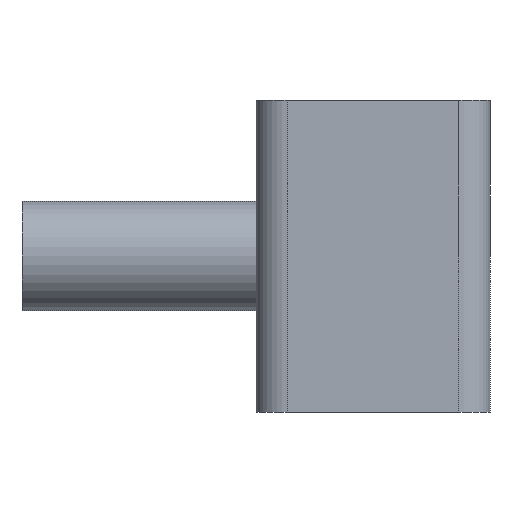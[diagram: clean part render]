
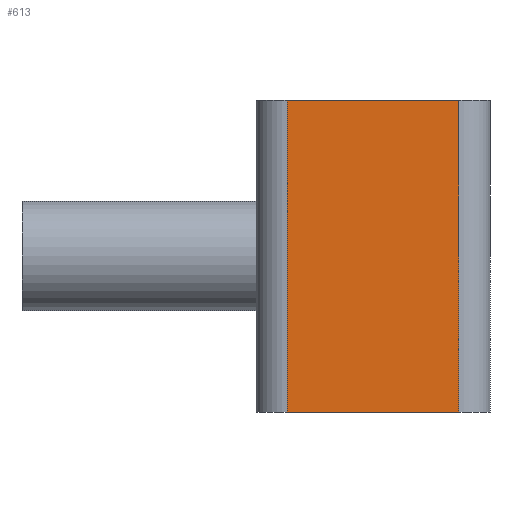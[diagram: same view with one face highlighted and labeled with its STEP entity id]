
A CAD part, left-side view. The second image highlights one B-rep face of the part: STEP entity #613.
In plain terms, the highlighted planar face has unit normal (-1, 0, 0).
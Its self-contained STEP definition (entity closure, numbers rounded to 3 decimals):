
#48 = CARTESIAN_POINT ( 'NONE',  ( -7.5, 5.5, 10. ) ) ;
#114 = VERTEX_POINT ( 'NONE', #236 ) ;
#139 = EDGE_CURVE ( 'NONE', #114, #900, #545, .T. ) ;
#146 = DIRECTION ( 'NONE',  ( 0., -1., 0. ) ) ;
#183 = VERTEX_POINT ( 'NONE', #1306 ) ;
#213 = VECTOR ( 'NONE', #692, 1000. ) ;
#234 = ORIENTED_EDGE ( 'NONE', *, *, #628, .T. ) ;
#236 = CARTESIAN_POINT ( 'NONE',  ( -7.5, -5.5, -10. ) ) ;
#256 = CARTESIAN_POINT ( 'NONE',  ( -7.5, 7.5, 10. ) ) ;
#398 = ORIENTED_EDGE ( 'NONE', *, *, #139, .T. ) ;
#401 = VECTOR ( 'NONE', #1109, 1000. ) ;
#422 = AXIS2_PLACEMENT_3D ( 'NONE', #256, #914, #459 ) ;
#459 = DIRECTION ( 'NONE',  ( 0., 1., 0. ) ) ;
#477 = CARTESIAN_POINT ( 'NONE',  ( -7.5, 5.5, 10. ) ) ;
#545 = LINE ( 'NONE', #641, #1335 ) ;
#602 = ORIENTED_EDGE ( 'NONE', *, *, #1091, .T. ) ;
#613 = ADVANCED_FACE ( 'NONE', ( #803 ), #1122, .F. ) ;
#628 = EDGE_CURVE ( 'NONE', #1063, #183, #1320, .T. ) ;
#641 = CARTESIAN_POINT ( 'NONE',  ( -7.5, -5.5, 10. ) ) ;
#692 = DIRECTION ( 'NONE',  ( 0., -1., 0. ) ) ;
#802 = CARTESIAN_POINT ( 'NONE',  ( -7.5, 7.5, 10. ) ) ;
#803 = FACE_OUTER_BOUND ( 'NONE', #1255, .T. ) ;
#861 = VECTOR ( 'NONE', #146, 1000. ) ;
#900 = VERTEX_POINT ( 'NONE', #1284 ) ;
#914 = DIRECTION ( 'NONE',  ( 1., 0., 0. ) ) ;
#971 = DIRECTION ( 'NONE',  ( 0., 0., 1. ) ) ;
#1022 = CARTESIAN_POINT ( 'NONE',  ( -7.5, 7.5, -10. ) ) ;
#1063 = VERTEX_POINT ( 'NONE', #48 ) ;
#1074 = EDGE_CURVE ( 'NONE', #1063, #900, #1100, .T. ) ;
#1091 = EDGE_CURVE ( 'NONE', #183, #114, #1105, .T. ) ;
#1100 = LINE ( 'NONE', #802, #213 ) ;
#1105 = LINE ( 'NONE', #1022, #861 ) ;
#1109 = DIRECTION ( 'NONE',  ( 0., 0., -1. ) ) ;
#1122 = PLANE ( 'NONE',  #422 ) ;
#1255 = EDGE_LOOP ( 'NONE', ( #602, #398, #1264, #234 ) ) ;
#1264 = ORIENTED_EDGE ( 'NONE', *, *, #1074, .F. ) ;
#1284 = CARTESIAN_POINT ( 'NONE',  ( -7.5, -5.5, 10. ) ) ;
#1306 = CARTESIAN_POINT ( 'NONE',  ( -7.5, 5.5, -10. ) ) ;
#1320 = LINE ( 'NONE', #477, #401 ) ;
#1335 = VECTOR ( 'NONE', #971, 1000. ) ;
